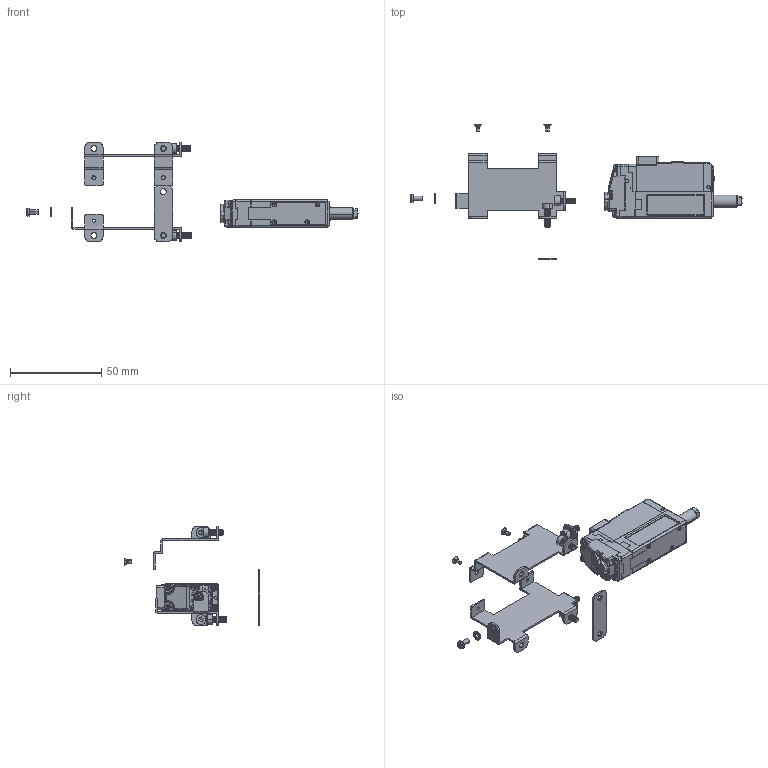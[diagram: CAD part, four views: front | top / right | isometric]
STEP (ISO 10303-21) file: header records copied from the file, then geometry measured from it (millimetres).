
FILE_DESCRIPTION (( 'STEP AP203' ), '1' );
FILE_NAME ('27mm assm- Vertical 詭驍粽塭鰍 褻董-1.STEP', '2020-12-02T07:59:36', ( '' ), ( '' ), 'SwSTEP 2.0', 'SolidWorks 2016', '' );
FILE_SCHEMA (( 'CONFIG_CONTROL_DESIGN' ));
Length unit declared in the file: millimetre
Products named in the file (30): ROD_END_NUT_SUS; MAIN_PCB_ASM; ROD_SUS; MOTOR_CASE_BOTTOM-掘誠衙遺; PS_COVER; ROD_INSERT 3; PHT_2_4; mightyZAP_L-Series_3D_27mm; MOTOR_CASE_ASM - 掘誠衙遺; PHT_2_12; VERTICAL BRACKET UPPER-02; VERTICAL BRACKET LOWER-02; NOBLE_LINEAR_POTENTIOMETER; TOP_COVER; LENS; KS 1324 - M2.5_KS 1324 - M2.5; KS 1003 - M3 x 8 x 8-S_KS 1003 - M3 x 8 x 8-S; KS 1023 PC- M2.5 x 5-C_KS 1023 PC- M2.5 x 5-C; VERTICAL BRACKET MOUNT PLATE-02; 27mm assm- Vertical 詭驍粽塭鰍 褻董-1; PHT_2_20; MIDDLE_CASE; CSPCS3-ST3W-M1_4-4_214; BFBJ2_4; MOTOR_CASE_TOP - 掘誠衙遺; ROD_HYBRID 3; STROKE_MASTER; PHT_1_7_18; MOTOR_CASE_ASM; MOLEX_3PIN
Assembly tree (42 placements, depth 4):
  27mm assm- Vertical 詭驍粽塭鰍 褻董-1
    KS 1324 - M2.5_KS 1324 - M2.5
    KS 1023 PC- M2.5 x 5-C_KS 1023 PC- M2.5 x 5-C
    BFBJ2_4  x2
    mightyZAP_L-Series_3D_27mm
      MIDDLE_CASE
      MAIN_PCB_ASM
        MOLEX_3PIN  x2
      NOBLE_LINEAR_POTENTIOMETER
      STROKE_MASTER
      PS_COVER
      TOP_COVER
      PHT_1_7_18  x2
      MOTOR_CASE_ASM
        LENS
      PHT_2_20  x2
      ROD_END_NUT_SUS
      CSPCS3-ST3W-M1_4-4_214  x4
      PHT_2_4  x2
      PHT_2_12  x3
      ROD_HYBRID 3
        ROD_INSERT 3
        ROD_SUS
      MOTOR_CASE_ASM - 掘誠衙遺
        MOTOR_CASE_TOP - 掘誠衙遺
        MOTOR_CASE_BOTTOM-掘誠衙遺
    VERTICAL BRACKET LOWER-02
    VERTICAL BRACKET UPPER-02
    VERTICAL BRACKET MOUNT PLATE-02
    KS 1003 - M3 x 8 x 8-S_KS 1003 - M3 x 8 x 8-S  x4
Bounding box: 181.62 x 74.32 x 54.59 mm (x, y, z)
Volume: 18046.1 mm3; surface area: 31050.2 mm2
Topology: 37 solids, 37 shells, 2505 faces, 6359 edges, 3990 vertices
Faces by surface type: plane 1194, cylinder 714, cone 442, bspline 91, torus 62, sphere 2
Entity records: 70472 total; most frequent: CARTESIAN_POINT 22551, ORIENTED_EDGE 9588, DIRECTION 8804, EDGE_CURVE 4794, VERTEX_POINT 3083, LINE 2976, VECTOR 2976, AXIS2_PLACEMENT_3D 2914
